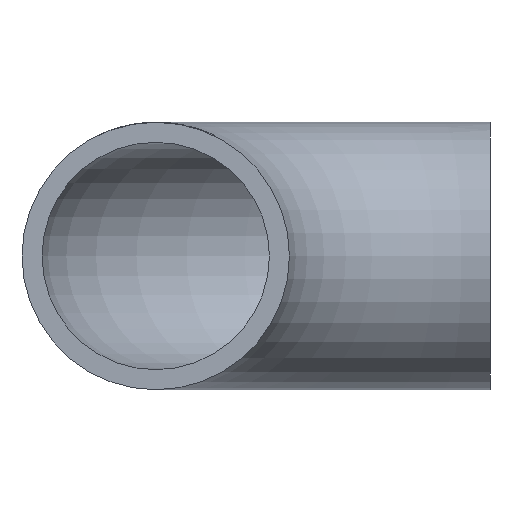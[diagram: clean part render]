
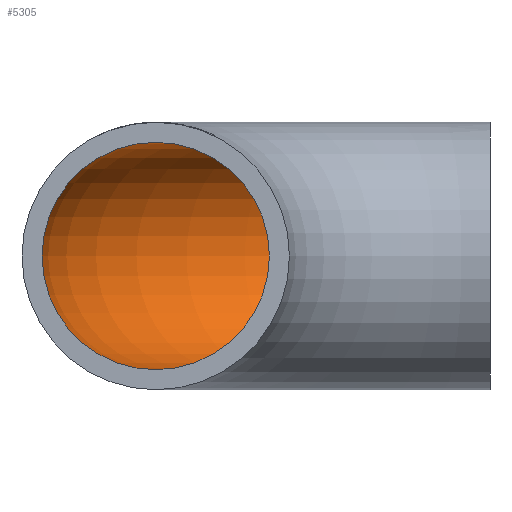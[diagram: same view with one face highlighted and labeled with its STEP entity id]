
A CAD part, front view. The second image highlights one B-rep face of the part: STEP entity #5305.
In plain terms, the highlighted toroidal (fillet/blend) face has major radius 25 mm and minor radius 8.5 mm.
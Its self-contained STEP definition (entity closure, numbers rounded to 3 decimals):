
#91 = ORIENTED_EDGE ( 'NONE', *, *, #3737, .T. ) ;
#355 = DIRECTION ( 'NONE',  ( -1., 0., 0. ) ) ;
#499 = VERTEX_POINT ( 'NONE', #539 ) ;
#539 = CARTESIAN_POINT ( 'NONE',  ( -25., 0., 8.5 ) ) ;
#796 = EDGE_LOOP ( 'NONE', ( #91 ) ) ;
#917 = CARTESIAN_POINT ( 'NONE',  ( 0., 0., 0. ) ) ;
#1435 = DIRECTION ( 'NONE',  ( 0., 1., 0. ) ) ;
#2021 = EDGE_LOOP ( 'NONE', ( #3794 ) ) ;
#2542 = AXIS2_PLACEMENT_3D ( 'NONE', #4616, #1435, #7234 ) ;
#2618 = CIRCLE ( 'NONE', #2542, 8.5 ) ;
#3293 = AXIS2_PLACEMENT_3D ( 'NONE', #5228, #6532, #7875 ) ;
#3521 = DIRECTION ( 'NONE',  ( 0., 0., -1. ) ) ;
#3737 = EDGE_CURVE ( 'NONE', #5776, #5776, #5939, .T. ) ;
#3794 = ORIENTED_EDGE ( 'NONE', *, *, #8253, .F. ) ;
#3989 = FACE_OUTER_BOUND ( 'NONE', #796, .T. ) ;
#4501 = AXIS2_PLACEMENT_3D ( 'NONE', #917, #3521, #355 ) ;
#4616 = CARTESIAN_POINT ( 'NONE',  ( -25., 0., 0. ) ) ;
#5228 = CARTESIAN_POINT ( 'NONE',  ( 0., 25., 0. ) ) ;
#5305 = ADVANCED_FACE ( 'NONE', ( #3989, #6144 ), #7255, .F. ) ;
#5776 = VERTEX_POINT ( 'NONE', #5786 ) ;
#5786 = CARTESIAN_POINT ( 'NONE',  ( 0., 33.5, 0. ) ) ;
#5939 = CIRCLE ( 'NONE', #3293, 8.5 ) ;
#6144 = FACE_OUTER_BOUND ( 'NONE', #2021, .T. ) ;
#6532 = DIRECTION ( 'NONE',  ( 1., 0., 0. ) ) ;
#7234 = DIRECTION ( 'NONE',  ( 0., 0., 1. ) ) ;
#7255 = TOROIDAL_SURFACE ( 'NONE', #4501, 25., 8.5 ) ;
#7875 = DIRECTION ( 'NONE',  ( 0., 1., 0. ) ) ;
#8253 = EDGE_CURVE ( 'NONE', #499, #499, #2618, .T. ) ;
